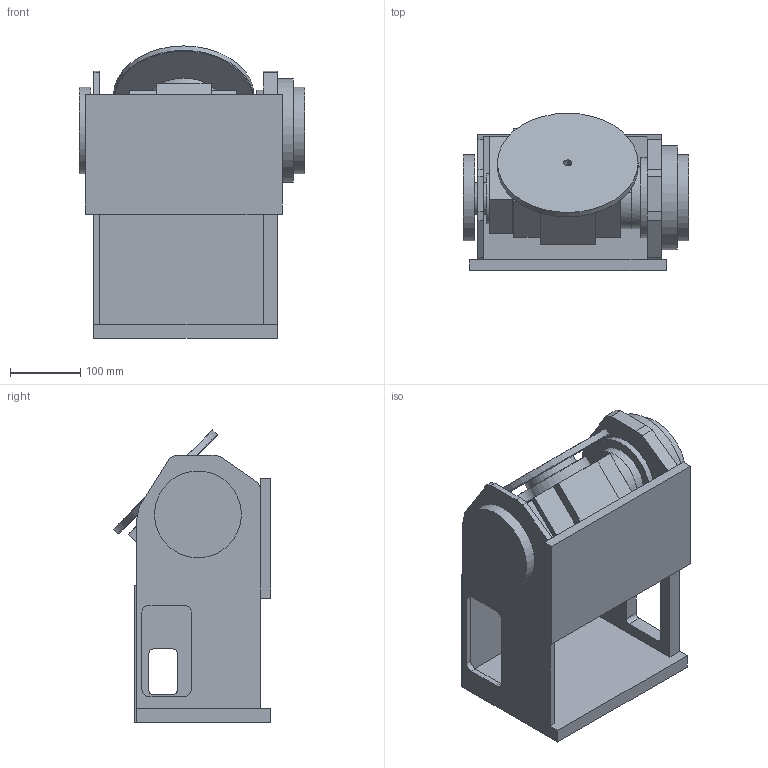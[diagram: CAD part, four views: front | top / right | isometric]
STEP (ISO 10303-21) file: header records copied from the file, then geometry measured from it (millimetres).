
FILE_DESCRIPTION(/* description */ (''),/* implementation_level */ '2;1');
FILE_NAME(/* name */ 'Efron AC-Axis Sepro v8.step',/* time_stamp */ '2016-12-25T01:38:10+01:00',/* author */ (''),/* organization */ (''),/* preprocessor_version */ 'ST-DEVELOPER v16.5',/* originating_system */ 'Autodesk Translation Framework v5.2.0.2920',/* authorisation */ '');
FILE_SCHEMA (('AUTOMOTIVE_DESIGN { 1 0 10303 214 3 1 1 }'));
Length unit declared in the file: millimetre
Products named in the file (2): Efron AC-Axis Sepro v8; Side Loose
Assembly tree (1 placements, depth 2):
  Efron AC-Axis Sepro v8
    Side Loose
Bounding box: 321.5 x 223.62 x 415.71 mm (x, y, z)
Volume: 6191886 mm3; surface area: 992900 mm2
Topology: 17 solids, 17 shells, 390 faces, 975 edges, 649 vertices
Faces by surface type: plane 230, bspline 108, cylinder 49, cone 3
Full cylindrical faces by diameter (mm): 6 x6, 12 x1, 14 x1, 20 x1, 45 x3, 50 x1, 58 x2, 72 x1, 80 x3, 88 x1, 100 x1, 110 x1, 114 x2, 123.5 x2, 148 x1, 200 x1
Entity records: 12457 total; most frequent: CARTESIAN_POINT 3816, ORIENTED_EDGE 1882, DIRECTION 1395, EDGE_CURVE 941, VERTEX_POINT 646, LINE 625, VECTOR 625, EDGE_LOOP 469
